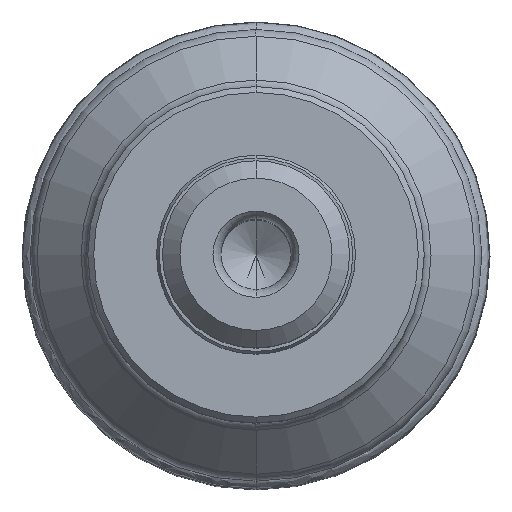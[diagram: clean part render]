
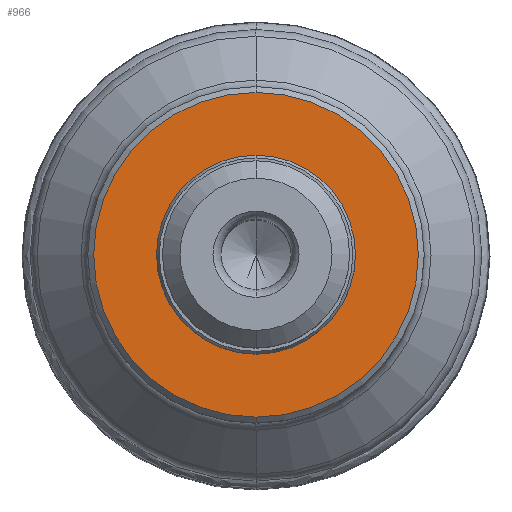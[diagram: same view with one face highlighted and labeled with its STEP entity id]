
A CAD part, top view. The second image highlights one B-rep face of the part: STEP entity #966.
In plain terms, the highlighted face is planar.
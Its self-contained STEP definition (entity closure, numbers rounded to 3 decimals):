
#18=CARTESIAN_POINT('',(0.,0.,
0.));
#19=DIRECTION('',(0.,0.,1.));
#20=DIRECTION('',(0.,-1.,0.));
#21=AXIS2_PLACEMENT_3D('',#18,#19,#20);
#27=CARTESIAN_POINT('',(0.,0.,0.));
#28=DIRECTION('',(0.,0.,1.));
#29=DIRECTION('',(0.,1.,0.));
#30=AXIS2_PLACEMENT_3D('',#27,#28,#29);
#35=CARTESIAN_POINT('',(0.,0.,0.));
#36=DIRECTION('',(0.,0.,-1.));
#37=DIRECTION('',(0.,1.,0.));
#38=AXIS2_PLACEMENT_3D('',#35,#36,#37);
#43=CARTESIAN_POINT('',(0.,0.,0.));
#44=DIRECTION('',(0.,0.,-1.));
#45=DIRECTION('',(0.,-1.,0.));
#46=AXIS2_PLACEMENT_3D('',#43,#44,#45);
#885=CARTESIAN_POINT('',(0.,8.435,0.));
#886=CARTESIAN_POINT('',(0.,-8.435,0.));
#887=VERTEX_POINT('',#885);
#888=VERTEX_POINT('',#886);
#933=CARTESIAN_POINT('',(0.,-13.875,0.));
#934=CARTESIAN_POINT('',(0.,13.875,0.));
#935=VERTEX_POINT('',#933);
#936=VERTEX_POINT('',#934);
#949=CARTESIAN_POINT('',(0.,0.,0.));
#950=DIRECTION('',(0.,0.,-1.));
#951=DIRECTION('',(0.,-1.,0.));
#952=AXIS2_PLACEMENT_3D('',#949,#950,#951);
#953=PLANE('',#952);
#955=ORIENTED_EDGE('',*,*,#954,.T.);
#957=ORIENTED_EDGE('',*,*,#956,.T.);
#958=EDGE_LOOP('',(#955,#957));
#959=FACE_OUTER_BOUND('',#958,.F.);
#961=ORIENTED_EDGE('',*,*,#960,.T.);
#963=ORIENTED_EDGE('',*,*,#962,.T.);
#964=EDGE_LOOP('',(#961,#963));
#965=FACE_BOUND('',#964,.F.);
#966=ADVANCED_FACE('',(#959,#965),#953,.T.);
#22=CIRCLE('',#21,13.875);
#31=CIRCLE('',#30,13.875);
#39=CIRCLE('',#38,8.435);
#47=CIRCLE('',#46,8.435);
#954=EDGE_CURVE('',#935,#936,#22,.T.);
#956=EDGE_CURVE('',#936,#935,#31,.T.);
#960=EDGE_CURVE('',#887,#888,#39,.T.);
#962=EDGE_CURVE('',#888,#887,#47,.T.);
